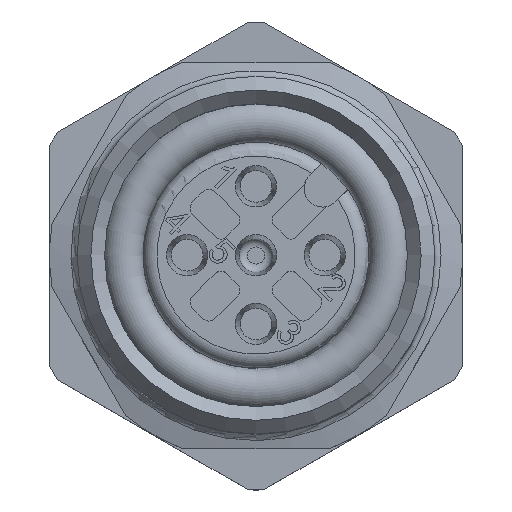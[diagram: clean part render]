
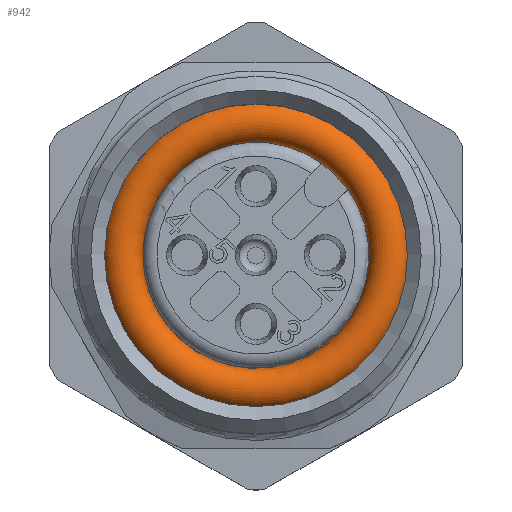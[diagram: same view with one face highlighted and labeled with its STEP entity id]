
A CAD part, top view. The second image highlights one B-rep face of the part: STEP entity #942.
In plain terms, the highlighted toroidal (fillet/blend) face has major radius 4.85 mm and minor radius 0.75 mm.
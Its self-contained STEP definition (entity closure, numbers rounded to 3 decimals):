
#68=TOROIDAL_SURFACE('',#3401,4.85,0.75);
#942=ADVANCED_FACE('',(#1192,#1193),#68,.T.);
#1192=FACE_BOUND('',#1345,.T.);
#1193=FACE_BOUND('',#1346,.T.);
#1345=EDGE_LOOP('',(#1733,#1734));
#1346=EDGE_LOOP('',(#1735));
#1733=ORIENTED_EDGE('',*,*,#2837,.F.);
#1734=ORIENTED_EDGE('',*,*,#2838,.F.);
#1735=ORIENTED_EDGE('',*,*,#2752,.T.);
#2441=VERTEX_POINT('',#4498);
#2502=VERTEX_POINT('',#4716);
#2503=VERTEX_POINT('',#4717);
#2752=EDGE_CURVE('',#2441,#2441,#3189,.T.);
#2837=EDGE_CURVE('',#2502,#2503,#3226,.T.);
#2838=EDGE_CURVE('',#2503,#2502,#3227,.T.);
#3189=CIRCLE('',#3326,5.5);
#3226=CIRCLE('',#3399,4.1);
#3227=CIRCLE('',#3400,4.1);
#3326=AXIS2_PLACEMENT_3D('',#4497,#3633,#3634);
#3399=AXIS2_PLACEMENT_3D('',#4715,#3815,#3816);
#3400=AXIS2_PLACEMENT_3D('',#4718,#3817,#3818);
#3401=AXIS2_PLACEMENT_3D('',#4719,#3819,#3820);
#3633=DIRECTION('',(0.,0.,1.));
#3634=DIRECTION('',(0.,1.,0.));
#3815=DIRECTION('',(0.,0.,1.));
#3816=DIRECTION('',(0.,-1.,0.));
#3817=DIRECTION('',(0.,0.,1.));
#3818=DIRECTION('',(0.,-1.,0.));
#3819=DIRECTION('',(0.,0.,-1.));
#3820=DIRECTION('',(-1.,0.,0.));
#4497=CARTESIAN_POINT('',(8.435,0.,9.559));
#4498=CARTESIAN_POINT('',(8.435,5.5,9.559));
#4715=CARTESIAN_POINT('',(8.435,0.,9.185));
#4716=CARTESIAN_POINT('',(11.772,2.382,9.185));
#4717=CARTESIAN_POINT('',(10.818,3.337,9.185));
#4718=CARTESIAN_POINT('',(8.435,0.,9.185));
#4719=CARTESIAN_POINT('',(8.435,0.,9.185));
